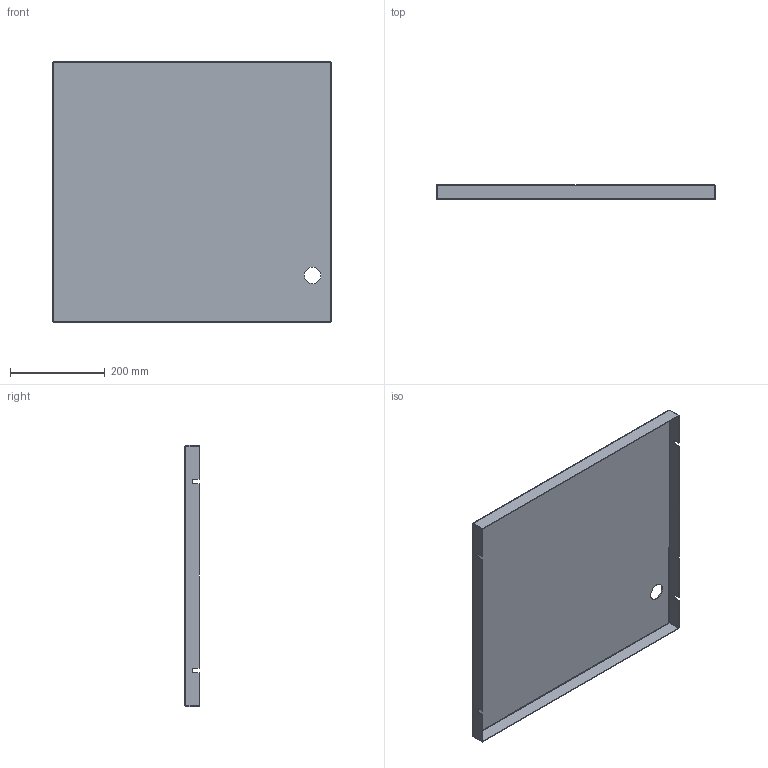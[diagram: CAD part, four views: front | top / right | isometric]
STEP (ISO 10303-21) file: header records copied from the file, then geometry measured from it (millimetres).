
FILE_DESCRIPTION(('STEP AP214'),'2;1');
FILE_NAME('KSD171005A-01-02-142.stp','2020-03-28T17:44:16',(''),(''),'2014.1.117','THINKDESIGN','');
FILE_SCHEMA(('AUTOMOTIVE_DESIGN'));
Length unit declared in the file: millimetre
Products named in the file (1): top
Bounding box: 590 x 30 x 552.5 mm (x, y, z)
Volume: 581704 mm3; surface area: 779690.7 mm2
Topology: 1 solids, 1 shells, 56 faces, 130 edges, 76 vertices
Faces by surface type: plane 34, cylinder 14, bspline 8
Entity records: 2149 total; most frequent: CARTESIAN_POINT 431, ORIENTED_EDGE 260, DIRECTION 224, EDGE_CURVE 130, VECTOR 102, LINE 102, VERTEX_POINT 76, AXIS2_PLACEMENT_3D 61
